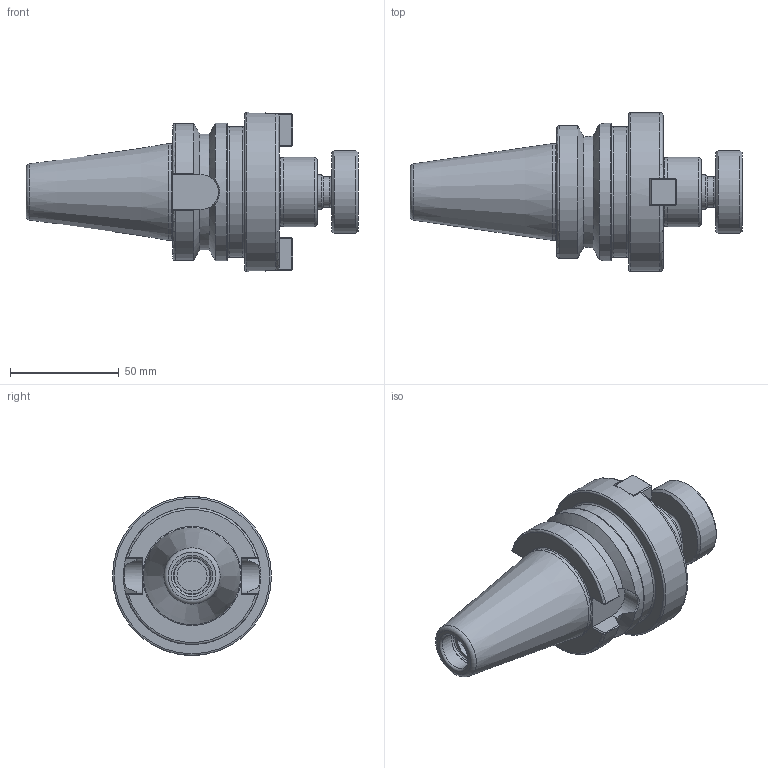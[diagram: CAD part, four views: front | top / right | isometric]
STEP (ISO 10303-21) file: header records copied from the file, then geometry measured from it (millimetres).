
FILE_DESCRIPTION(/* description */ (''),/* implementation_level */ '2;1');
FILE_NAME(/* name */ 'BT40-SM125-0200.stp',/* time_stamp */ '2019-07-23T13:26:43-05:00',/* author */ ('ldfli'),/* organization */ (''),/* preprocessor_version */ 'ST-DEVELOPER v18',/* originating_system */ 'Autodesk Inventor LT',/* authorisation */ '');
FILE_SCHEMA (('AUTOMOTIVE_DESIGN { 1 0 10303 214 3 1 1 }'));
Length unit declared in the file: millimetre
Products named in the file (1): BT40-SM125-0200
Bounding box: 152.4 x 73 x 73 mm (x, y, z)
Volume: 236316 mm3; surface area: 43414.6 mm2
Topology: 4 solids, 4 shells, 192 faces, 479 edges, 314 vertices
Faces by surface type: plane 117, cylinder 33, cone 17, torus 15, bspline 10
Full cylindrical faces by diameter (mm): 4.134 x2, 5 x2, 5.5 x2, 8.5 x2, 9.5 x2, 13.835 x1, 14 x1, 14.351 x1, 15.875 x1, 17 x1, 17.5 x1, 25 x1, 31.25 x1, 31.75 x1, 38 x1, 60 x1, 63 x1, 73 x1
Entity records: 6270 total; most frequent: CARTESIAN_POINT 1607, DIRECTION 968, ORIENTED_EDGE 954, EDGE_CURVE 477, AXIS2_PLACEMENT_3D 355, VERTEX_POINT 314, LINE 258, VECTOR 258
